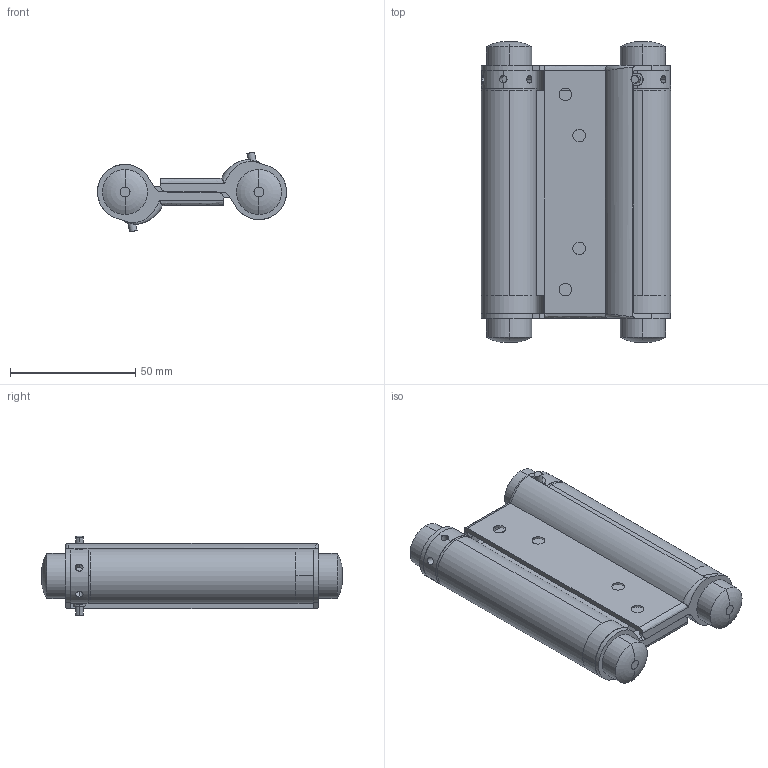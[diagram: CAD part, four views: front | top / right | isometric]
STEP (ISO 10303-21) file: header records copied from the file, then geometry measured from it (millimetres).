
FILE_DESCRIPTION (( 'STEP AP203' ), '1' );
FILE_NAME ('B-1118-3.STEP', '2009-08-07T01:57:15', ( ' ' ), ( ' ' ), 'SwSTEP 2.0', 'SolidWorks 2007', '' );
FILE_SCHEMA (( 'CONFIG_CONTROL_DESIGN' ));
Length unit declared in the file: millimetre
Products named in the file (8): B-1118-3僇儔乕B__棉太倌; B-1118-3; B-1118-3杮懱__棉太倌; B-1118-3僇儔乕A__棉太倌; B-1118-3儚僢僔儍乕__棉太倌; B-1118-3僸儞僕__棉太倌; B-1118-3僔儍僼僩__棉太倌; B-1118-3僗僩僢僷乕__棉太倌
Assembly tree (13 placements, depth 2):
  B-1118-3
    B-1118-3僸儞僕__棉太倌  x2
    B-1118-3僔儍僼僩__棉太倌  x2
    B-1118-3僗僩僢僷乕__棉太倌  x2
    B-1118-3僇儔乕B__棉太倌  x2
    B-1118-3僇儔乕A__棉太倌  x2
    B-1118-3杮懱__棉太倌
    B-1118-3儚僢僔儍乕__棉太倌  x2
Bounding box: 75.5 x 120 x 31.92 mm (x, y, z)
Volume: 111893.4 mm3; surface area: 63061.5 mm2
Topology: 13 solids, 13 shells, 198 faces, 500 edges, 328 vertices
Faces by surface type: cylinder 106, plane 60, cone 16, bspline 8, torus 8
Entity records: 5428 total; most frequent: CARTESIAN_POINT 1772, DIRECTION 572, ORIENTED_EDGE 536, EDGE_CURVE 268, AXIS2_PLACEMENT_3D 232, VERTEX_POINT 176, EDGE_LOOP 140, CIRCLE 114
